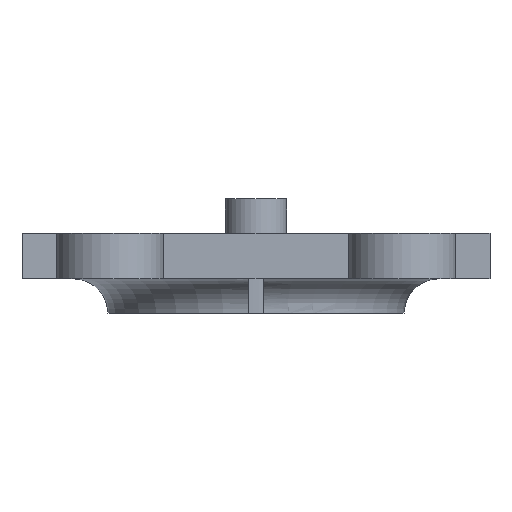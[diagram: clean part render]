
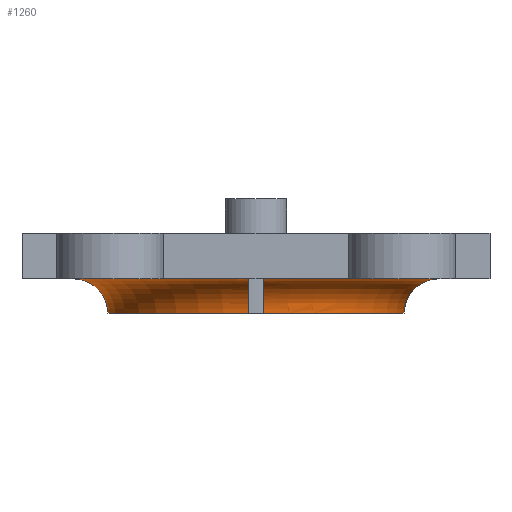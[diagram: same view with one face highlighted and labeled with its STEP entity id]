
A CAD part, front view. The second image highlights one B-rep face of the part: STEP entity #1260.
In plain terms, the highlighted toroidal (fillet/blend) face has major radius 16 mm and minor radius 3 mm.
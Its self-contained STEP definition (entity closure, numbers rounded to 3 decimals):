
#15=B_SPLINE_CURVE_WITH_KNOTS('',3,(#2086,#2087,#2088,#2089,#2090,#2091,
#2092,#2093,#2094,#2095),.UNSPECIFIED.,.F.,.F.,(4,2,2,2,4),(0.921,
1.,1.111,1.222,1.334),
 .UNSPECIFIED.);
#16=B_SPLINE_CURVE_WITH_KNOTS('',3,(#2099,#2100,#2101,#2102,#2103,#2104,
#2105,#2106,#2107,#2108),.UNSPECIFIED.,.F.,.F.,(4,2,2,2,4),(0.444,
0.556,0.667,0.778,0.857),
 .UNSPECIFIED.);
#17=B_SPLINE_CURVE_WITH_KNOTS('',3,(#2110,#2111,#2112,#2113),
 .UNSPECIFIED.,.F.,.F.,(4,4),(0.484,0.501),
 .UNSPECIFIED.);
#18=B_SPLINE_CURVE_WITH_KNOTS('',3,(#2116,#2117,#2118,#2119),
 .UNSPECIFIED.,.F.,.F.,(4,4),(0.161,0.179),
 .UNSPECIFIED.);
#19=TOROIDAL_SURFACE('',#1417,16.,3.);
#143=FACE_OUTER_BOUND('',#236,.T.);
#236=EDGE_LOOP('',(#1044,#1045,#1046,#1047,#1048,#1049));
#541=CIRCLE('',#1418,16.);
#542=CIRCLE('',#1419,13.);
#641=VERTEX_POINT('',#2084);
#642=VERTEX_POINT('',#2085);
#643=VERTEX_POINT('',#2096);
#644=VERTEX_POINT('',#2098);
#645=VERTEX_POINT('',#2109);
#646=VERTEX_POINT('',#2114);
#793=EDGE_CURVE('',#641,#642,#15,.F.);
#794=EDGE_CURVE('',#641,#643,#541,.T.);
#795=EDGE_CURVE('',#643,#644,#16,.T.);
#796=EDGE_CURVE('',#644,#645,#17,.T.);
#797=EDGE_CURVE('',#645,#646,#542,.T.);
#798=EDGE_CURVE('',#646,#642,#18,.T.);
#1044=ORIENTED_EDGE('',*,*,#793,.F.);
#1045=ORIENTED_EDGE('',*,*,#794,.T.);
#1046=ORIENTED_EDGE('',*,*,#795,.T.);
#1047=ORIENTED_EDGE('',*,*,#796,.T.);
#1048=ORIENTED_EDGE('',*,*,#797,.T.);
#1049=ORIENTED_EDGE('',*,*,#798,.T.);
#1260=ADVANCED_FACE('',(#143),#19,.F.);
#1417=AXIS2_PLACEMENT_3D('',#2083,#1730,#1731);
#1418=AXIS2_PLACEMENT_3D('',#2097,#1732,#1733);
#1419=AXIS2_PLACEMENT_3D('',#2115,#1734,#1735);
#1730=DIRECTION('center_axis',(0.,0.,1.));
#1731=DIRECTION('ref_axis',(0.,1.,0.));
#1732=DIRECTION('center_axis',(0.,0.,-1.));
#1733=DIRECTION('ref_axis',(0.,1.,0.));
#1734=DIRECTION('center_axis',(0.,0.,
1.));
#1735=DIRECTION('ref_axis',(1.,0.,0.));
#2083=CARTESIAN_POINT('Origin',(0.,0.,
-7.));
#2084=CARTESIAN_POINT('',(-0.7,-15.985,-4.));
#2085=CARTESIAN_POINT('',(-0.7,-13.,-6.664));
#2086=CARTESIAN_POINT('Ctrl Pts',(-0.7,-13.,-6.664));
#2087=CARTESIAN_POINT('Ctrl Pts',(-0.7,-13.032,
-6.384));
#2088=CARTESIAN_POINT('Ctrl Pts',(-0.7,-13.109,
-6.095));
#2089=CARTESIAN_POINT('Ctrl Pts',(-0.7,-13.351,
-5.51));
#2090=CARTESIAN_POINT('Ctrl Pts',(-0.7,-13.599,
-5.141));
#2091=CARTESIAN_POINT('Ctrl Pts',(-0.7,-14.123,-4.617));
#2092=CARTESIAN_POINT('Ctrl Pts',(-0.7,-14.493,
-4.37));
#2093=CARTESIAN_POINT('Ctrl Pts',(-0.7,-15.178,
-4.087));
#2094=CARTESIAN_POINT('Ctrl Pts',(-0.7,-15.614,
-4.));
#2095=CARTESIAN_POINT('Ctrl Pts',(-0.7,-15.985,
-4.));
#2096=CARTESIAN_POINT('',(0.7,-15.985,-4.));
#2097=CARTESIAN_POINT('Origin',(0.,0.,
-4.));
#2098=CARTESIAN_POINT('',(0.7,-13.,-6.664));
#2099=CARTESIAN_POINT('Ctrl Pts',(0.7,-15.985,-4.));
#2100=CARTESIAN_POINT('Ctrl Pts',(0.7,-15.614,-4.));
#2101=CARTESIAN_POINT('Ctrl Pts',(0.7,-15.178,-4.087));
#2102=CARTESIAN_POINT('Ctrl Pts',(0.7,-14.493,-4.37));
#2103=CARTESIAN_POINT('Ctrl Pts',(0.7,-14.123,-4.617));
#2104=CARTESIAN_POINT('Ctrl Pts',(0.7,-13.599,-5.141));
#2105=CARTESIAN_POINT('Ctrl Pts',(0.7,-13.351,-5.51));
#2106=CARTESIAN_POINT('Ctrl Pts',(0.7,-13.109,-6.095));
#2107=CARTESIAN_POINT('Ctrl Pts',(0.7,-13.032,-6.384));
#2108=CARTESIAN_POINT('Ctrl Pts',(0.7,-13.,-6.664));
#2109=CARTESIAN_POINT('',(0.7,-12.981,-7.));
#2110=CARTESIAN_POINT('Ctrl Pts',(0.7,-13.,-6.664));
#2111=CARTESIAN_POINT('Ctrl Pts',(0.7,-12.987,-6.779));
#2112=CARTESIAN_POINT('Ctrl Pts',(0.7,-12.981,-6.891));
#2113=CARTESIAN_POINT('Ctrl Pts',(0.7,-12.981,-7.));
#2114=CARTESIAN_POINT('',(-0.7,-12.981,-7.));
#2115=CARTESIAN_POINT('Origin',(0.,0.,
-7.));
#2116=CARTESIAN_POINT('Ctrl Pts',(-0.7,-12.981,
-7.));
#2117=CARTESIAN_POINT('Ctrl Pts',(-0.7,-12.981,
-6.884));
#2118=CARTESIAN_POINT('Ctrl Pts',(-0.7,-12.988,
-6.772));
#2119=CARTESIAN_POINT('Ctrl Pts',(-0.7,-13.,
-6.664));
